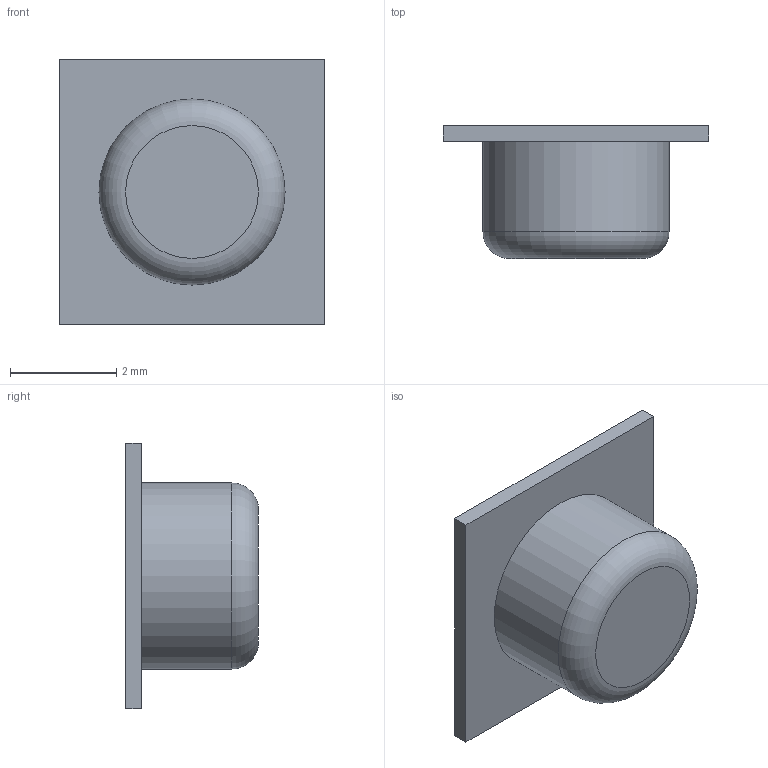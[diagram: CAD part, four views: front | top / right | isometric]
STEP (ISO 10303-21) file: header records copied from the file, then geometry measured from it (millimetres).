
FILE_DESCRIPTION(/* description */ (''),/* implementation_level */ '2;1');
FILE_NAME(/* name */ 'button.step',/* time_stamp */ '2024-08-06T11:21:13+08:00',/* author */ (''),/* organization */ (''),/* preprocessor_version */ 'ST-DEVELOPER v20',/* originating_system */ 'Autodesk Translation Framework v13.14.0.145',/* authorisation */ '');
FILE_SCHEMA (('AUTOMOTIVE_DESIGN { 1 0 10303 214 3 1 1 }'));
Length unit declared in the file: millimetre
Products named in the file (1): Wand
Bounding box: 5 x 2.5 x 5 mm (x, y, z)
Volume: 26.1 mm3; surface area: 83.5 mm2
Topology: 1 solids, 1 shells, 18 faces, 42 edges, 28 vertices
Faces by surface type: plane 12, bspline 4, torus 1, cylinder 1
Full cylindrical faces by diameter (mm): 3.5 x1
Entity records: 545 total; most frequent: CARTESIAN_POINT 109, DIRECTION 85, ORIENTED_EDGE 84, EDGE_CURVE 42, LINE 29, VECTOR 29, VERTEX_POINT 28, AXIS2_PLACEMENT_3D 28
